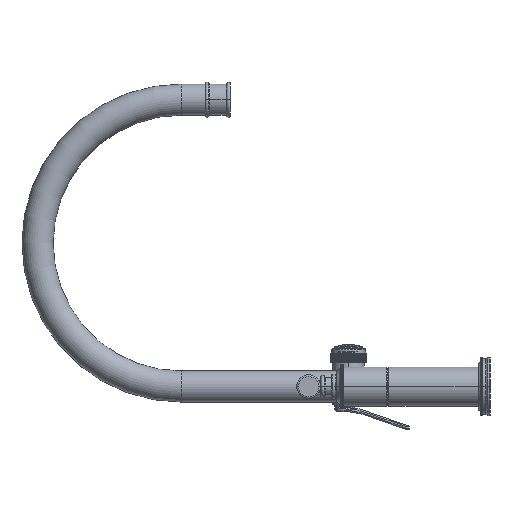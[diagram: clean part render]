
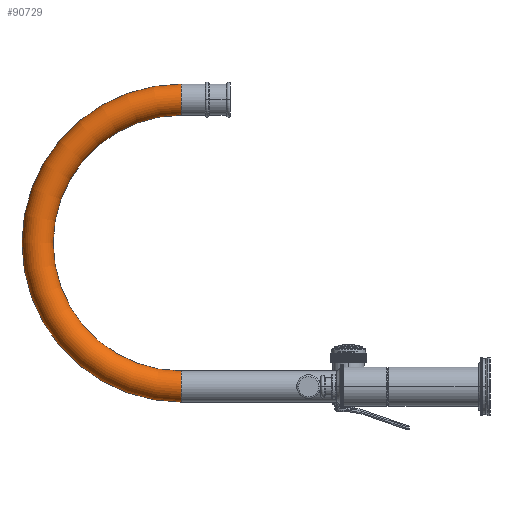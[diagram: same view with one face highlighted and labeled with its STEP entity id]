
A CAD part, left-side view. The second image highlights one B-rep face of the part: STEP entity #90729.
In plain terms, the highlighted toroidal (fillet/blend) face has major radius 116.84 mm and minor radius 12.7 mm.
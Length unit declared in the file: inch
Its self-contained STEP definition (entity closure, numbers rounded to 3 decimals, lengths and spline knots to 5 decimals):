
#89139=CARTESIAN_POINT('',(0.,9.9058,4.6));
#89140=DIRECTION('',(-1.,0.,0.));
#89141=DIRECTION('',(0.,0.,1.));
#89142=AXIS2_PLACEMENT_3D('',#89139,#89140,#89141);
#89144=CARTESIAN_POINT('',(0.,9.9058,9.2));
#89145=DIRECTION('',(0.,1.,0.));
#89146=DIRECTION('',(0.,0.,-1.));
#89147=AXIS2_PLACEMENT_3D('',#89144,#89145,#89146);
#89149=CARTESIAN_POINT('',(0.,9.9058,4.6));
#89150=DIRECTION('',(-1.,0.,0.));
#89151=DIRECTION('',(0.,0.,1.));
#89152=AXIS2_PLACEMENT_3D('',#89149,#89150,#89151);
#89154=CARTESIAN_POINT('',(0.,9.9058,0.));
#89155=DIRECTION('',(0.,-1.,0.));
#89156=DIRECTION('',(0.,0.,1.));
#89157=AXIS2_PLACEMENT_3D('',#89154,#89155,#89156);
#89587=CARTESIAN_POINT('',(0.,9.9058,8.7));
#89588=CARTESIAN_POINT('',(0.,9.9058,9.7));
#89589=VERTEX_POINT('',#89587);
#89590=VERTEX_POINT('',#89588);
#89591=CARTESIAN_POINT('',(0.,9.9058,0.5));
#89592=CARTESIAN_POINT('',(0.,9.9058,-0.5));
#89593=VERTEX_POINT('',#89591);
#89594=VERTEX_POINT('',#89592);
#90717=CARTESIAN_POINT('',(0.,9.9058,4.6));
#90718=DIRECTION('',(-1.,0.,0.));
#90719=DIRECTION('',(0.,0.,-1.));
#90720=AXIS2_PLACEMENT_3D('',#90717,#90718,#90719);
#90721=TOROIDAL_SURFACE('',#90720,4.6,0.5);
#90722=ORIENTED_EDGE('',*,*,#90682,.F.);
#90723=ORIENTED_EDGE('',*,*,#90712,.T.);
#90725=ORIENTED_EDGE('',*,*,#90724,.T.);
#90726=ORIENTED_EDGE('',*,*,#90708,.F.);
#90727=EDGE_LOOP('',(#90722,#90723,#90725,#90726));
#90728=FACE_OUTER_BOUND('',#90727,.F.);
#90729=ADVANCED_FACE('',(#90728),#90721,.T.);
#89143=CIRCLE('',#89142,5.1);
#89148=CIRCLE('',#89147,0.5);
#89153=CIRCLE('',#89152,4.1);
#89158=CIRCLE('',#89157,0.5);
#90682=EDGE_CURVE('',#89589,#89590,#89148,.T.);
#90708=EDGE_CURVE('',#89590,#89594,#89143,.T.);
#90712=EDGE_CURVE('',#89589,#89593,#89153,.T.);
#90724=EDGE_CURVE('',#89593,#89594,#89158,.T.);
